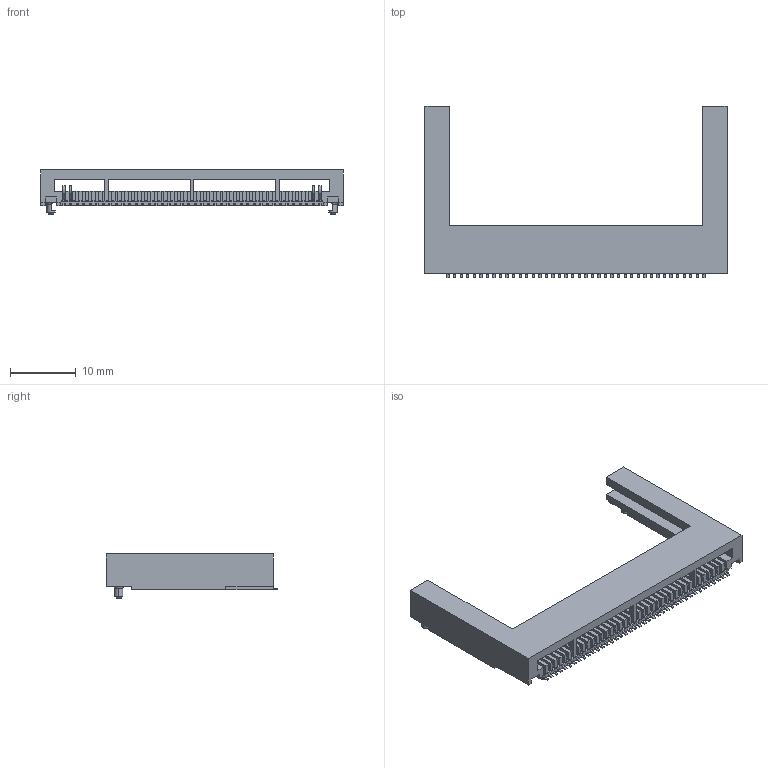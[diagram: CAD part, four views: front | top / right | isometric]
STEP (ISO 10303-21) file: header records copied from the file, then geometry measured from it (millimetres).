
FILE_DESCRIPTION((''),'2;1');
FILE_NAME('SAMTEC_MB1-140-01-L-S-02-SL.stp','2015-06-30T13:25:22',(''),(''),'Mechanical Desktop 2011','Mechanical Desktop 2011',', , ');
FILE_SCHEMA(('AUTOMOTIVE_DESIGN { 1 2 10303 214 1 1 1 1 }'));
Length unit declared in the file: millimetre
Products named in the file (1): Product
Bounding box: 46.06 x 26.19 x 6.72 mm (x, y, z)
Volume: 1585 mm3; surface area: 3638.9 mm2
Topology: 45 solids, 45 shells, 774 faces, 2050 edges, 1364 vertices
Faces by surface type: plane 612, cylinder 116, bspline 40, cone 4, torus 2
Entity records: 23904 total; most frequent: CARTESIAN_POINT 4517, ORIENTED_EDGE 4100, DIRECTION 3750, EDGE_CURVE 2050, VECTOR 1804, LINE 1804, VERTEX_POINT 1364, AXIS2_PLACEMENT_3D 973
